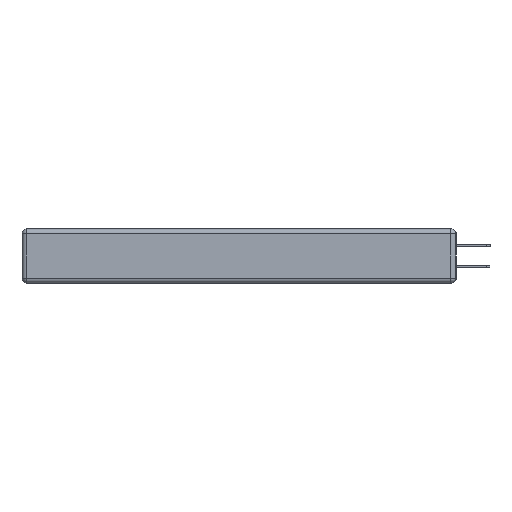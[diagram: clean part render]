
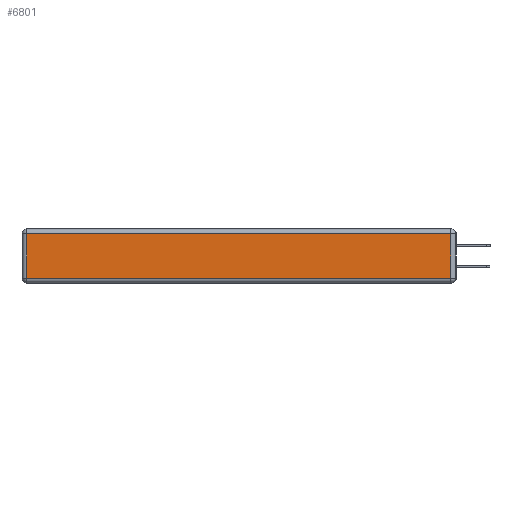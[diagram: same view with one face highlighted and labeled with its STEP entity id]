
A CAD part, left-side view. The second image highlights one B-rep face of the part: STEP entity #6801.
In plain terms, the highlighted planar face has unit normal (-1, 0, 0).
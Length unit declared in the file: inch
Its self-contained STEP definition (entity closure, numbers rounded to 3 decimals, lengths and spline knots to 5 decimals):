
#180 = LINE ( 'NONE', #5107, #5441 ) ;
#374 = VECTOR ( 'NONE', #11721, 39.37008 ) ;
#997 = DIRECTION ( 'NONE',  ( -1., 0., 0. ) ) ;
#1471 = LINE ( 'NONE', #10412, #10840 ) ;
#2085 = EDGE_CURVE ( 'NONE', #7545, #4342, #3058, .T. ) ;
#2704 = VERTEX_POINT ( 'NONE', #11921 ) ;
#2862 = CARTESIAN_POINT ( 'NONE',  ( 0., 0.03, -0.343 ) ) ;
#3058 = LINE ( 'NONE', #2862, #13508 ) ;
#3184 = LINE ( 'NONE', #6534, #374 ) ;
#4125 = PLANE ( 'NONE',  #8264 ) ;
#4342 = VERTEX_POINT ( 'NONE', #8404 ) ;
#4836 = ORIENTED_EDGE ( 'NONE', *, *, #2085, .T. ) ;
#4950 = EDGE_LOOP ( 'NONE', ( #6728, #4836, #11138, #5534 ) ) ;
#5016 = DIRECTION ( 'NONE',  ( 0., 0., 1. ) ) ;
#5107 = CARTESIAN_POINT ( 'NONE',  ( 0., 2.75, -0.03 ) ) ;
#5441 = VECTOR ( 'NONE', #9356, 39.37008 ) ;
#5534 = ORIENTED_EDGE ( 'NONE', *, *, #10427, .T. ) ;
#5555 = EDGE_CURVE ( 'NONE', #4342, #13014, #180, .T. ) ;
#5656 = CARTESIAN_POINT ( 'NONE',  ( 0., 0.03, -0.313 ) ) ;
#6534 = CARTESIAN_POINT ( 'NONE',  ( 0., 0., -0.313 ) ) ;
#6728 = ORIENTED_EDGE ( 'NONE', *, *, #8236, .T. ) ;
#6801 = ADVANCED_FACE ( 'NONE', ( #12894 ), #4125, .T. ) ;
#7545 = VERTEX_POINT ( 'NONE', #5656 ) ;
#8236 = EDGE_CURVE ( 'NONE', #2704, #7545, #3184, .T. ) ;
#8264 = AXIS2_PLACEMENT_3D ( 'NONE', #12460, #997, #8341 ) ;
#8341 = DIRECTION ( 'NONE',  ( 0., 0., 1. ) ) ;
#8404 = CARTESIAN_POINT ( 'NONE',  ( 0., 0.03, -0.03 ) ) ;
#9356 = DIRECTION ( 'NONE',  ( 0., 1., 0. ) ) ;
#10412 = CARTESIAN_POINT ( 'NONE',  ( 0., 2.72, -0.343 ) ) ;
#10427 = EDGE_CURVE ( 'NONE', #13014, #2704, #1471, .T. ) ;
#10840 = VECTOR ( 'NONE', #11673, 39.37008 ) ;
#11138 = ORIENTED_EDGE ( 'NONE', *, *, #5555, .T. ) ;
#11673 = DIRECTION ( 'NONE',  ( 0., 0., -1. ) ) ;
#11721 = DIRECTION ( 'NONE',  ( 0., -1., 0. ) ) ;
#11921 = CARTESIAN_POINT ( 'NONE',  ( 0., 2.72, -0.313 ) ) ;
#12460 = CARTESIAN_POINT ( 'NONE',  ( 0., 0., -0.343 ) ) ;
#12894 = FACE_OUTER_BOUND ( 'NONE', #4950, .T. ) ;
#13014 = VERTEX_POINT ( 'NONE', #13033 ) ;
#13033 = CARTESIAN_POINT ( 'NONE',  ( 0., 2.72, -0.03 ) ) ;
#13508 = VECTOR ( 'NONE', #5016, 39.37008 ) ;
